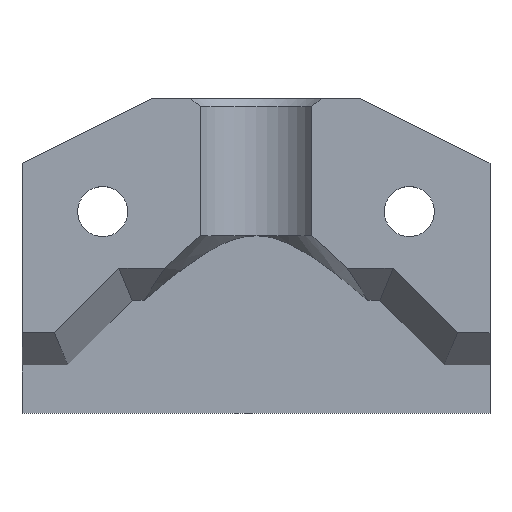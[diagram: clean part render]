
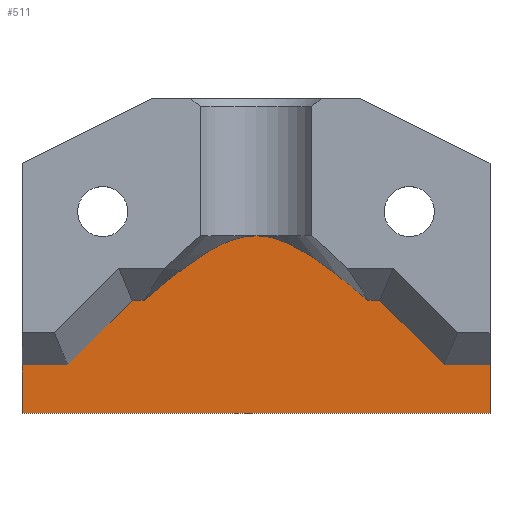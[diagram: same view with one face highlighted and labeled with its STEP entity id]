
A CAD part, top view. The second image highlights one B-rep face of the part: STEP entity #511.
In plain terms, the highlighted planar face has unit normal (0, 0, 1).
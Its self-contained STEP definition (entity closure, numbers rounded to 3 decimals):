
#25=PLANE('',#563);
#53=LINE('',#775,#108);
#65=LINE('',#799,#120);
#70=LINE('',#808,#125);
#71=LINE('',#810,#126);
#72=LINE('',#812,#127);
#73=LINE('',#821,#128);
#74=LINE('',#823,#129);
#75=LINE('',#824,#130);
#76=LINE('',#825,#131);
#108=VECTOR('',#631,1000.);
#120=VECTOR('',#647,1000.);
#125=VECTOR('',#654,1000.);
#126=VECTOR('',#655,1000.);
#127=VECTOR('',#656,1000.);
#128=VECTOR('',#657,1000.);
#129=VECTOR('',#658,1000.);
#130=VECTOR('',#659,1000.);
#131=VECTOR('',#660,1000.);
#164=FACE_OUTER_BOUND('',#193,.T.);
#193=EDGE_LOOP('',(#405,#406,#407,#408,#409,#410,#411,#412,#413,#414,#415));
#217=(
BOUNDED_CURVE()
B_SPLINE_CURVE(2,(#813,#814,#815),.UNSPECIFIED.,.F.,.F.)
B_SPLINE_CURVE_WITH_KNOTS((3,3),(-3.42,-1.96),
 .UNSPECIFIED.)
CURVE()
GEOMETRIC_REPRESENTATION_ITEM()
RATIONAL_B_SPLINE_CURVE((1.667,2.5,2.5))
REPRESENTATION_ITEM('')
);
#218=(
BOUNDED_CURVE()
B_SPLINE_CURVE(2,(#817,#818,#819),.UNSPECIFIED.,.F.,.F.)
B_SPLINE_CURVE_WITH_KNOTS((3,3),(-1.96,-0.499),
 .UNSPECIFIED.)
CURVE()
GEOMETRIC_REPRESENTATION_ITEM()
RATIONAL_B_SPLINE_CURVE((2.5,2.5,1.667))
REPRESENTATION_ITEM('')
);
#235=VERTEX_POINT('',#730);
#249=VERTEX_POINT('',#773);
#250=VERTEX_POINT('',#774);
#259=VERTEX_POINT('',#796);
#260=VERTEX_POINT('',#798);
#263=VERTEX_POINT('',#807);
#264=VERTEX_POINT('',#809);
#265=VERTEX_POINT('',#811);
#266=VERTEX_POINT('',#816);
#267=VERTEX_POINT('',#820);
#268=VERTEX_POINT('',#822);
#302=EDGE_CURVE('',#249,#250,#53,.T.);
#314=EDGE_CURVE('',#259,#260,#65,.T.);
#319=EDGE_CURVE('',#259,#263,#70,.T.);
#320=EDGE_CURVE('',#263,#264,#71,.T.);
#321=EDGE_CURVE('',#264,#265,#72,.T.);
#322=EDGE_CURVE('',#265,#235,#217,.T.);
#323=EDGE_CURVE('',#235,#266,#218,.T.);
#324=EDGE_CURVE('',#266,#267,#73,.T.);
#325=EDGE_CURVE('',#267,#268,#74,.T.);
#326=EDGE_CURVE('',#268,#250,#75,.T.);
#327=EDGE_CURVE('',#249,#260,#76,.T.);
#405=ORIENTED_EDGE('',*,*,#314,.F.);
#406=ORIENTED_EDGE('',*,*,#319,.T.);
#407=ORIENTED_EDGE('',*,*,#320,.T.);
#408=ORIENTED_EDGE('',*,*,#321,.T.);
#409=ORIENTED_EDGE('',*,*,#322,.T.);
#410=ORIENTED_EDGE('',*,*,#323,.T.);
#411=ORIENTED_EDGE('',*,*,#324,.T.);
#412=ORIENTED_EDGE('',*,*,#325,.T.);
#413=ORIENTED_EDGE('',*,*,#326,.T.);
#414=ORIENTED_EDGE('',*,*,#302,.F.);
#415=ORIENTED_EDGE('',*,*,#327,.T.);
#511=ADVANCED_FACE('',(#164),#25,.F.);
#563=AXIS2_PLACEMENT_3D('',#806,#652,#653);
#631=DIRECTION('',(0.,1.,0.));
#647=DIRECTION('',(0.,-1.,0.));
#652=DIRECTION('center_axis',(0.,0.,-1.));
#653=DIRECTION('ref_axis',(0.,-1.,0.));
#654=DIRECTION('',(-1.,0.,0.));
#655=DIRECTION('',(-0.707,0.707,0.));
#656=DIRECTION('',(-1.,0.,0.));
#657=DIRECTION('',(-1.,0.,0.));
#658=DIRECTION('',(-0.707,-0.707,0.));
#659=DIRECTION('',(-1.,0.,0.));
#660=DIRECTION('',(1.,0.,0.));
#730=CARTESIAN_POINT('',(-19.,-14.041,53.));
#773=CARTESIAN_POINT('',(-33.5,-25.041,53.));
#774=CARTESIAN_POINT('',(-33.5,-22.041,53.));
#775=CARTESIAN_POINT('',(-33.5,-26.041,53.));
#796=CARTESIAN_POINT('',(-4.5,-22.041,53.));
#798=CARTESIAN_POINT('',(-4.5,-25.041,53.));
#799=CARTESIAN_POINT('',(-4.5,-22.041,53.));
#806=CARTESIAN_POINT('Origin',(-19.,-15.291,53.));
#807=CARTESIAN_POINT('',(-7.328,-22.041,53.));
#808=CARTESIAN_POINT('',(-19.,-22.041,53.));
#809=CARTESIAN_POINT('',(-11.328,-18.041,53.));
#810=CARTESIAN_POINT('',(-16.539,-12.831,53.));
#811=CARTESIAN_POINT('',(-12.072,-18.041,53.));
#812=CARTESIAN_POINT('',(-19.,-18.041,53.));
#813=CARTESIAN_POINT('Ctrl Pts',(-12.072,-18.041,53.));
#814=CARTESIAN_POINT('Ctrl Pts',(-16.691,-14.041,53.));
#815=CARTESIAN_POINT('Ctrl Pts',(-19.,-14.041,53.));
#816=CARTESIAN_POINT('',(-25.928,-18.041,53.));
#817=CARTESIAN_POINT('Ctrl Pts',(-19.,-14.041,53.));
#818=CARTESIAN_POINT('Ctrl Pts',(-21.309,-14.041,53.));
#819=CARTESIAN_POINT('Ctrl Pts',(-25.928,-18.041,53.));
#820=CARTESIAN_POINT('',(-26.672,-18.041,53.));
#821=CARTESIAN_POINT('',(-19.,-18.041,53.));
#822=CARTESIAN_POINT('',(-30.672,-22.041,53.));
#823=CARTESIAN_POINT('',(-21.461,-12.831,53.));
#824=CARTESIAN_POINT('',(-33.5,-22.041,53.));
#825=CARTESIAN_POINT('',(-4.864,-25.041,53.));
